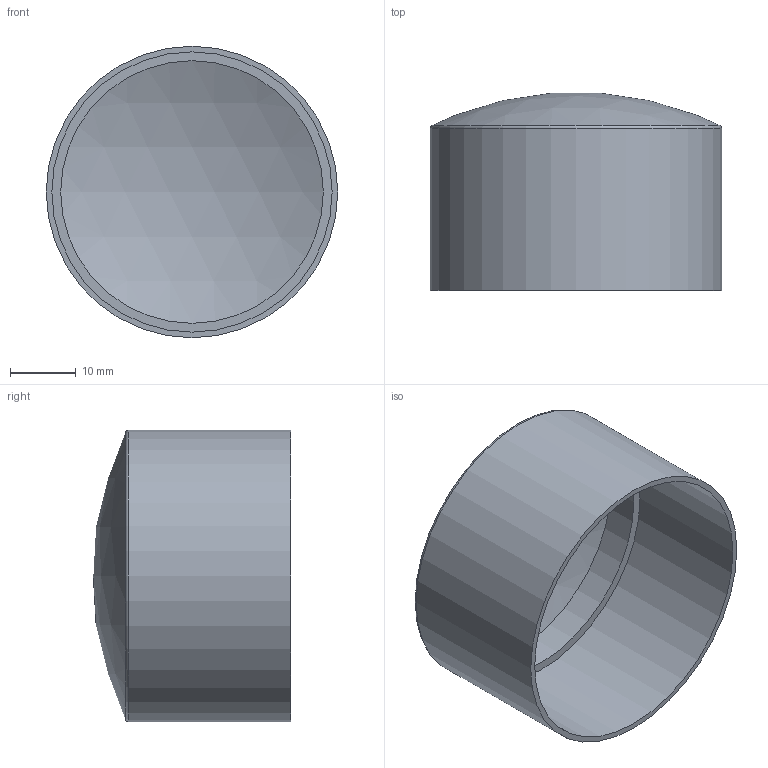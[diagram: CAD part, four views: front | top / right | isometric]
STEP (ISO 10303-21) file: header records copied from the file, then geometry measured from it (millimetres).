
FILE_DESCRIPTION(/* description */ (''),/* implementation_level */ '2;1');
FILE_NAME(/* name */ '43037.ipt.step',/* time_stamp */ '2022-07-18T12:52:50+02:00',/* author */ ('Abt. Technik'),/* organization */ (''),/* preprocessor_version */ 'ST-DEVELOPER v18.1',/* originating_system */ 'Autodesk Inventor 2022',/* authorisation */ '');
FILE_SCHEMA (('AUTOMOTIVE_DESIGN { 1 0 10303 214 3 1 1 }'));
Length unit declared in the file: millimetre
Products named in the file (1): 43037
Bounding box: 44.4 x 30.06 x 44.4 mm (x, y, z)
Volume: 5219.5 mm3; surface area: 10025.4 mm2
Topology: 1 solids, 1 shells, 8 faces, 12 edges, 8 vertices
Faces by surface type: cylinder 3, plane 2, sphere 2, torus 1
Full cylindrical faces by diameter (mm): 40 x1, 42.7 x1, 44.4 x1
Entity records: 228 total; most frequent: DIRECTION 39, CARTESIAN_POINT 29, ORIENTED_EDGE 24, AXIS2_PLACEMENT_3D 18, EDGE_CURVE 12, EDGE_LOOP 10, CIRCLE 9, FACE_OUTER_BOUND 8
